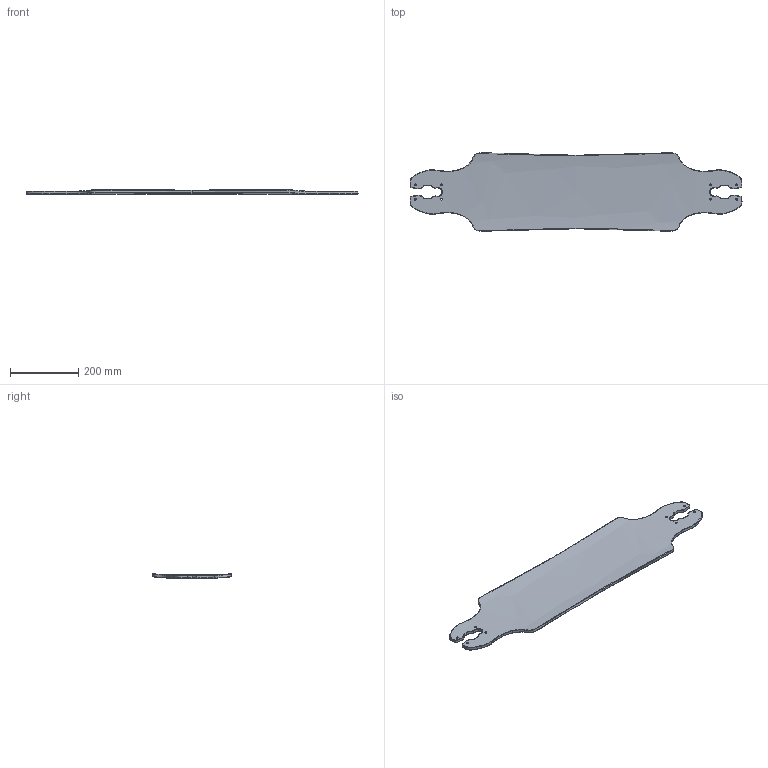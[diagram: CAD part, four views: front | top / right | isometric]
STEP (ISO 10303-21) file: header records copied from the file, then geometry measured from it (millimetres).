
FILE_DESCRIPTION(/* description */ (''),/* implementation_level */ '2;1');
FILE_NAME(/* name */ 'Trampa orrsom 985mm(39in) v3.step',/* time_stamp */ '2021-07-16T19:54:22-04:00',/* author */ (''),/* organization */ (''),/* preprocessor_version */ 'ST-DEVELOPER v18.1',/* originating_system */ 'Autodesk Translation Framework v10.9.0.1377',/* authorisation */ '');
FILE_SCHEMA (('AUTOMOTIVE_DESIGN { 1 0 10303 214 3 1 1 }'));
Length unit declared in the file: millimetre
Products named in the file (2): Trampa orrsom 985mm(39in); Deck
Assembly tree (1 placements, depth 2):
  Trampa orrsom 985mm(39in)
    Deck
Bounding box: 973.97 x 230.23 x 13.31 mm (x, y, z)
Volume: 1573760.3 mm3; surface area: 374060.5 mm2
Topology: 1 solids, 1 shells, 70 faces, 172 edges, 104 vertices
Faces by surface type: bspline 50, sphere 8, cylinder 8, plane 4
Full cylindrical faces by diameter (mm): 6 x8
Entity records: 8114 total; most frequent: CARTESIAN_POINT 6697, ORIENTED_EDGE 344, EDGE_CURVE 172, DIRECTION 170, VERTEX_POINT 104, B_SPLINE_CURVE_WITH_KNOTS 96, EDGE_LOOP 86, AXIS2_PLACEMENT_3D 71
